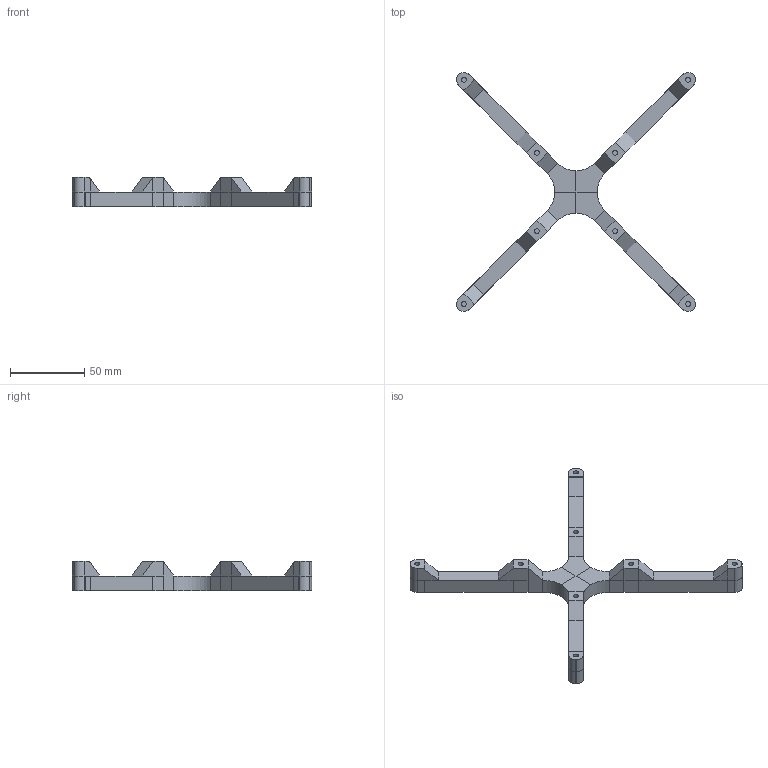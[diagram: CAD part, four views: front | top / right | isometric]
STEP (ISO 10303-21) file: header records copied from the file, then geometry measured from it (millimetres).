
FILE_DESCRIPTION(('FreeCAD Model'),'2;1');
FILE_NAME('Open CASCADE Shape Model','2025-01-04T13:13:35',(''),(''), 'Open CASCADE STEP processor 7.8','FreeCAD','Unknown');
FILE_SCHEMA(('AUTOMOTIVE_DESIGN { 1 0 10303 214 1 1 1 1 }'));
Length unit declared in the file: millimetre
Products named in the file (1): Legs
Bounding box: 161.37 x 161.37 x 20 mm (x, y, z)
Volume: 57432.6 mm3; surface area: 22976.1 mm2
Topology: 1 solids, 1 shells, 212 faces, 444 edges, 258 vertices
Faces by surface type: plane 168, cylinder 44
Full cylindrical faces by diameter (mm): 3.3 x8, 5.6 x8
Entity records: 11478 total; most frequent: CARTESIAN_POINT 2139, DIRECTION 1804, LINE 1138, VECTOR 1138, ORIENTED_EDGE 892, PCURVE 892, DEFINITIONAL_REPRESENTATION 892, EDGE_CURVE 446
